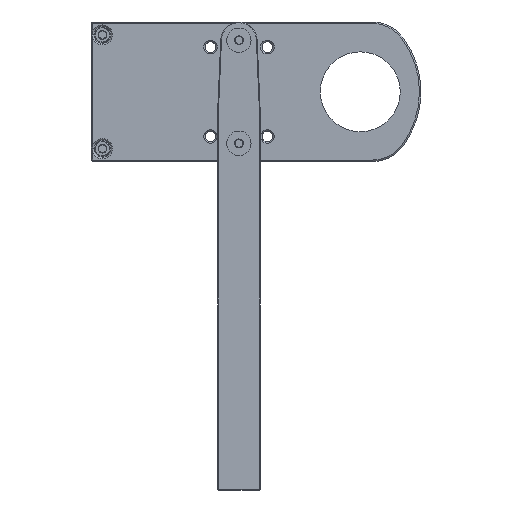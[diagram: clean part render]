
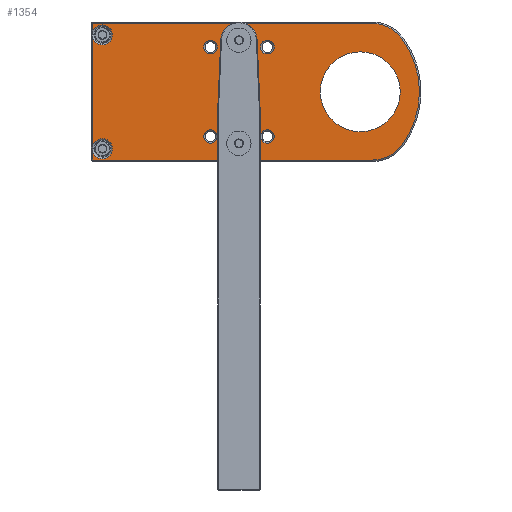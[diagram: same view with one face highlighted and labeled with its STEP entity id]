
A CAD part, front view. The second image highlights one B-rep face of the part: STEP entity #1354.
In plain terms, the highlighted planar face has unit normal (0, -1, 0).
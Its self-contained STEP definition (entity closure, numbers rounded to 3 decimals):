
#23=CARTESIAN_POINT('',(-6.5,-33.5,36.356));
#25=CARTESIAN_POINT('',(-6.5,-33.5,-36.356));
#37=CARTESIAN_POINT('',(-6.5,-33.5,-38.644));
#47=CARTESIAN_POINT('',(-6.5,-33.5,38.644));
#62=CARTESIAN_POINT('',(170.,-33.5,0.));
#63=DIRECTION('',(0.,1.,0.));
#64=DIRECTION('',(1.,0.,0.));
#65=AXIS2_PLACEMENT_3D('',#62,#63,#64);
#67=CARTESIAN_POINT('',(170.,-33.5,0.));
#68=DIRECTION('',(0.,1.,0.));
#69=DIRECTION('',(-1.,0.,0.));
#70=AXIS2_PLACEMENT_3D('',#67,#68,#69);
#72=CARTESIAN_POINT('',(0.,-33.5,37.5));
#73=DIRECTION('',(0.,1.,0.));
#74=DIRECTION('',(1.,0.,0.));
#75=AXIS2_PLACEMENT_3D('',#72,#73,#74);
#77=CARTESIAN_POINT('',(0.,-33.5,37.5));
#78=DIRECTION('',(0.,1.,0.));
#79=DIRECTION('',(-0.985,0.,0.174));
#80=AXIS2_PLACEMENT_3D('',#77,#78,#79);
#82=DIRECTION('',(0.,0.,1.));
#83=VECTOR('',#82,6.356);
#84=CARTESIAN_POINT('',(-6.5,-33.5,38.644));
#85=LINE('',#84,#83);
#86=DIRECTION('',(1.,0.,0.));
#87=VECTOR('',#86,184.5);
#88=CARTESIAN_POINT('',(-6.5,-33.5,45.));
#89=LINE('',#88,#87);
#90=CARTESIAN_POINT('',(178.,-33.5,21.));
#91=DIRECTION('',(0.,1.,0.));
#92=DIRECTION('',(0.,0.,1.));
#93=AXIS2_PLACEMENT_3D('',#90,#91,#92);
#95=CARTESIAN_POINT('',(150.,-33.5,0.));
#96=DIRECTION('',(0.,1.,0.));
#97=DIRECTION('',(0.8,0.,0.6));
#98=AXIS2_PLACEMENT_3D('',#95,#96,#97);
#100=CARTESIAN_POINT('',(178.,-33.5,-21.));
#101=DIRECTION('',(0.,1.,0.));
#102=DIRECTION('',(0.8,0.,-0.6));
#103=AXIS2_PLACEMENT_3D('',#100,#101,#102);
#105=DIRECTION('',(-1.,0.,0.));
#106=VECTOR('',#105,184.5);
#107=CARTESIAN_POINT('',(178.,-33.5,-45.));
#108=LINE('',#107,#106);
#109=DIRECTION('',(0.,0.,1.));
#110=VECTOR('',#109,6.356);
#111=CARTESIAN_POINT('',(-6.5,-33.5,-45.));
#112=LINE('',#111,#110);
#113=CARTESIAN_POINT('',(0.,-33.5,-37.5));
#114=DIRECTION('',(0.,1.,0.));
#115=DIRECTION('',(1.,0.,0.));
#116=AXIS2_PLACEMENT_3D('',#113,#114,#115);
#118=CARTESIAN_POINT('',(0.,-33.5,-37.5));
#119=DIRECTION('',(0.,1.,0.));
#120=DIRECTION('',(-0.985,0.,0.174));
#121=AXIS2_PLACEMENT_3D('',#118,#119,#120);
#123=DIRECTION('',(0.,0.,1.));
#124=VECTOR('',#123,72.713);
#125=CARTESIAN_POINT('',(-6.5,-33.5,-36.356));
#126=LINE('',#125,#124);
#127=CARTESIAN_POINT('',(108.75,-33.5,-29.44));
#128=DIRECTION('',(0.,1.,0.));
#129=DIRECTION('',(0.,0.,1.));
#130=AXIS2_PLACEMENT_3D('',#127,#128,#129);
#132=CARTESIAN_POINT('',(108.75,-33.5,-29.44));
#133=DIRECTION('',(0.,1.,0.));
#134=DIRECTION('',(0.,0.,-1.));
#135=AXIS2_PLACEMENT_3D('',#132,#133,#134);
#137=CARTESIAN_POINT('',(90.,-33.5,-34.));
#138=DIRECTION('',(0.,1.,0.));
#139=DIRECTION('',(0.,0.,-1.));
#140=AXIS2_PLACEMENT_3D('',#137,#138,#139);
#142=CARTESIAN_POINT('',(90.,-33.5,-34.));
#143=DIRECTION('',(0.,1.,0.));
#144=DIRECTION('',(0.,0.,1.));
#145=AXIS2_PLACEMENT_3D('',#142,#143,#144);
#147=CARTESIAN_POINT('',(71.25,-33.5,-29.44));
#148=DIRECTION('',(0.,1.,0.));
#149=DIRECTION('',(0.,0.,1.));
#150=AXIS2_PLACEMENT_3D('',#147,#148,#149);
#152=CARTESIAN_POINT('',(71.25,-33.5,-29.44));
#153=DIRECTION('',(0.,1.,0.));
#154=DIRECTION('',(0.,0.,-1.));
#155=AXIS2_PLACEMENT_3D('',#152,#153,#154);
#157=CARTESIAN_POINT('',(71.25,-33.5,29.44));
#158=DIRECTION('',(0.,1.,0.));
#159=DIRECTION('',(0.,0.,-1.));
#160=AXIS2_PLACEMENT_3D('',#157,#158,#159);
#162=CARTESIAN_POINT('',(71.25,-33.5,29.44));
#163=DIRECTION('',(0.,1.,0.));
#164=DIRECTION('',(0.,0.,1.));
#165=AXIS2_PLACEMENT_3D('',#162,#163,#164);
#167=CARTESIAN_POINT('',(90.,-33.5,34.));
#168=DIRECTION('',(0.,1.,0.));
#169=DIRECTION('',(0.,0.,1.));
#170=AXIS2_PLACEMENT_3D('',#167,#168,#169);
#172=CARTESIAN_POINT('',(90.,-33.5,34.));
#173=DIRECTION('',(0.,1.,0.));
#174=DIRECTION('',(0.,0.,-1.));
#175=AXIS2_PLACEMENT_3D('',#172,#173,#174);
#177=CARTESIAN_POINT('',(108.75,-33.5,29.44));
#178=DIRECTION('',(0.,1.,0.));
#179=DIRECTION('',(0.,0.,1.));
#180=AXIS2_PLACEMENT_3D('',#177,#178,#179);
#182=CARTESIAN_POINT('',(108.75,-33.5,29.44));
#183=DIRECTION('',(0.,1.,0.));
#184=DIRECTION('',(0.,0.,-1.));
#185=AXIS2_PLACEMENT_3D('',#182,#183,#184);
#946=CARTESIAN_POINT('',(196.35,-33.5,0.));
#947=CARTESIAN_POINT('',(143.65,-33.5,0.));
#948=VERTEX_POINT('',#946);
#949=VERTEX_POINT('',#947);
#978=CARTESIAN_POINT('',(178.,-33.5,-45.));
#979=CARTESIAN_POINT('',(-6.5,-33.5,-45.));
#980=VERTEX_POINT('',#978);
#981=VERTEX_POINT('',#979);
#986=CARTESIAN_POINT('',(197.2,-33.5,-35.4));
#987=VERTEX_POINT('',#986);
#990=CARTESIAN_POINT('',(197.2,-33.5,35.4));
#991=VERTEX_POINT('',#990);
#994=CARTESIAN_POINT('',(178.,-33.5,45.));
#995=VERTEX_POINT('',#994);
#996=CARTESIAN_POINT('',(-6.5,-33.5,45.));
#997=VERTEX_POINT('',#996);
#1071=VERTEX_POINT('',#23);
#1076=CARTESIAN_POINT('',(6.6,-33.5,37.5));
#1077=VERTEX_POINT('',#1076);
#1078=VERTEX_POINT('',#47);
#1080=VERTEX_POINT('',#37);
#1085=CARTESIAN_POINT('',(6.6,-33.5,-37.5));
#1086=VERTEX_POINT('',#1085);
#1087=VERTEX_POINT('',#25);
#1088=CARTESIAN_POINT('',(108.75,-33.5,-24.94));
#1089=CARTESIAN_POINT('',(108.75,-33.5,-33.94));
#1090=VERTEX_POINT('',#1088);
#1091=VERTEX_POINT('',#1089);
#1096=CARTESIAN_POINT('',(90.,-33.5,-38.5));
#1097=CARTESIAN_POINT('',(90.,-33.5,-29.5));
#1098=VERTEX_POINT('',#1096);
#1099=VERTEX_POINT('',#1097);
#1104=CARTESIAN_POINT('',(71.25,-33.5,-24.94));
#1105=CARTESIAN_POINT('',(71.25,-33.5,-33.94));
#1106=VERTEX_POINT('',#1104);
#1107=VERTEX_POINT('',#1105);
#1112=CARTESIAN_POINT('',(71.25,-33.5,24.94));
#1113=CARTESIAN_POINT('',(71.25,-33.5,33.94));
#1114=VERTEX_POINT('',#1112);
#1115=VERTEX_POINT('',#1113);
#1120=CARTESIAN_POINT('',(90.,-33.5,38.5));
#1121=CARTESIAN_POINT('',(90.,-33.5,29.5));
#1122=VERTEX_POINT('',#1120);
#1123=VERTEX_POINT('',#1121);
#1128=CARTESIAN_POINT('',(108.75,-33.5,33.94));
#1129=CARTESIAN_POINT('',(108.75,-33.5,24.94));
#1130=VERTEX_POINT('',#1128);
#1131=VERTEX_POINT('',#1129);
#1286=CARTESIAN_POINT('',(-7.5,-33.5,46.));
#1287=DIRECTION('',(0.,-1.,0.));
#1288=DIRECTION('',(0.,0.,-1.));
#1289=AXIS2_PLACEMENT_3D('',#1286,#1287,#1288);
#1290=PLANE('',#1289);
#1291=ORIENTED_EDGE('',*,*,#1266,.F.);
#1292=ORIENTED_EDGE('',*,*,#1277,.F.);
#1293=ORIENTED_EDGE('',*,*,#1247,.T.);
#1295=ORIENTED_EDGE('',*,*,#1294,.T.);
#1297=ORIENTED_EDGE('',*,*,#1296,.T.);
#1299=ORIENTED_EDGE('',*,*,#1298,.T.);
#1301=ORIENTED_EDGE('',*,*,#1300,.T.);
#1303=ORIENTED_EDGE('',*,*,#1302,.T.);
#1304=ORIENTED_EDGE('',*,*,#1237,.T.);
#1306=ORIENTED_EDGE('',*,*,#1305,.F.);
#1308=ORIENTED_EDGE('',*,*,#1307,.F.);
#1309=ORIENTED_EDGE('',*,*,#1231,.T.);
#1310=EDGE_LOOP('',(#1291,#1292,#1293,#1295,#1297,#1299,#1301,#1303,#1304,#1306,
#1308,#1309));
#1311=FACE_OUTER_BOUND('',#1310,.F.);
#1313=ORIENTED_EDGE('',*,*,#1312,.F.);
#1315=ORIENTED_EDGE('',*,*,#1314,.F.);
#1316=EDGE_LOOP('',(#1313,#1315));
#1317=FACE_BOUND('',#1316,.F.);
#1319=ORIENTED_EDGE('',*,*,#1318,.F.);
#1321=ORIENTED_EDGE('',*,*,#1320,.F.);
#1322=EDGE_LOOP('',(#1319,#1321));
#1323=FACE_BOUND('',#1322,.F.);
#1325=ORIENTED_EDGE('',*,*,#1324,.F.);
#1327=ORIENTED_EDGE('',*,*,#1326,.F.);
#1328=EDGE_LOOP('',(#1325,#1327));
#1329=FACE_BOUND('',#1328,.F.);
#1331=ORIENTED_EDGE('',*,*,#1330,.F.);
#1333=ORIENTED_EDGE('',*,*,#1332,.F.);
#1334=EDGE_LOOP('',(#1331,#1333));
#1335=FACE_BOUND('',#1334,.F.);
#1337=ORIENTED_EDGE('',*,*,#1336,.F.);
#1339=ORIENTED_EDGE('',*,*,#1338,.F.);
#1340=EDGE_LOOP('',(#1337,#1339));
#1341=FACE_BOUND('',#1340,.F.);
#1343=ORIENTED_EDGE('',*,*,#1342,.F.);
#1345=ORIENTED_EDGE('',*,*,#1344,.F.);
#1346=EDGE_LOOP('',(#1343,#1345));
#1347=FACE_BOUND('',#1346,.F.);
#1349=ORIENTED_EDGE('',*,*,#1348,.F.);
#1351=ORIENTED_EDGE('',*,*,#1350,.F.);
#1352=EDGE_LOOP('',(#1349,#1351));
#1353=FACE_BOUND('',#1352,.F.);
#1354=ADVANCED_FACE('',(#1311,#1317,#1323,#1329,#1335,#1341,#1347,#1353),#1290,
.T.);
#66=CIRCLE('',#65,26.35);
#71=CIRCLE('',#70,26.35);
#76=CIRCLE('',#75,6.6);
#81=CIRCLE('',#80,6.6);
#94=CIRCLE('',#93,24.);
#99=CIRCLE('',#98,59.);
#104=CIRCLE('',#103,24.);
#117=CIRCLE('',#116,6.6);
#122=CIRCLE('',#121,6.6);
#131=CIRCLE('',#130,4.5);
#136=CIRCLE('',#135,4.5);
#141=CIRCLE('',#140,4.5);
#146=CIRCLE('',#145,4.5);
#151=CIRCLE('',#150,4.5);
#156=CIRCLE('',#155,4.5);
#161=CIRCLE('',#160,4.5);
#166=CIRCLE('',#165,4.5);
#171=CIRCLE('',#170,4.5);
#176=CIRCLE('',#175,4.5);
#181=CIRCLE('',#180,4.5);
#186=CIRCLE('',#185,4.5);
#1231=EDGE_CURVE('',#1087,#1071,#126,.T.);
#1237=EDGE_CURVE('',#981,#1080,#112,.T.);
#1247=EDGE_CURVE('',#1078,#997,#85,.T.);
#1266=EDGE_CURVE('',#1077,#1071,#76,.T.);
#1277=EDGE_CURVE('',#1078,#1077,#81,.T.);
#1294=EDGE_CURVE('',#997,#995,#89,.T.);
#1296=EDGE_CURVE('',#995,#991,#94,.T.);
#1298=EDGE_CURVE('',#991,#987,#99,.T.);
#1300=EDGE_CURVE('',#987,#980,#104,.T.);
#1302=EDGE_CURVE('',#980,#981,#108,.T.);
#1305=EDGE_CURVE('',#1086,#1080,#117,.T.);
#1307=EDGE_CURVE('',#1087,#1086,#122,.T.);
#1312=EDGE_CURVE('',#948,#949,#66,.T.);
#1314=EDGE_CURVE('',#949,#948,#71,.T.);
#1318=EDGE_CURVE('',#1090,#1091,#131,.T.);
#1320=EDGE_CURVE('',#1091,#1090,#136,.T.);
#1324=EDGE_CURVE('',#1098,#1099,#141,.T.);
#1326=EDGE_CURVE('',#1099,#1098,#146,.T.);
#1330=EDGE_CURVE('',#1106,#1107,#151,.T.);
#1332=EDGE_CURVE('',#1107,#1106,#156,.T.);
#1336=EDGE_CURVE('',#1114,#1115,#161,.T.);
#1338=EDGE_CURVE('',#1115,#1114,#166,.T.);
#1342=EDGE_CURVE('',#1122,#1123,#171,.T.);
#1344=EDGE_CURVE('',#1123,#1122,#176,.T.);
#1348=EDGE_CURVE('',#1130,#1131,#181,.T.);
#1350=EDGE_CURVE('',#1131,#1130,#186,.T.);
